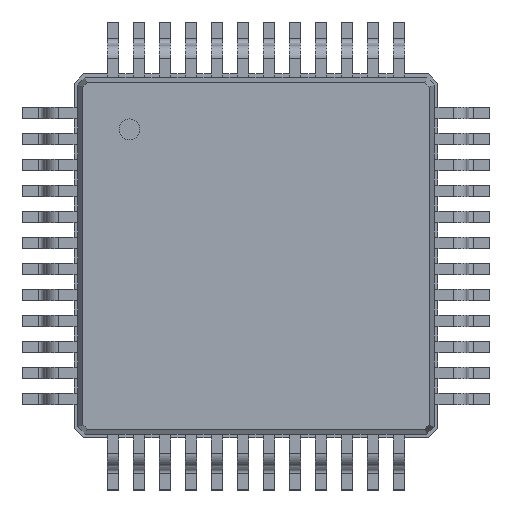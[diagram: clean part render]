
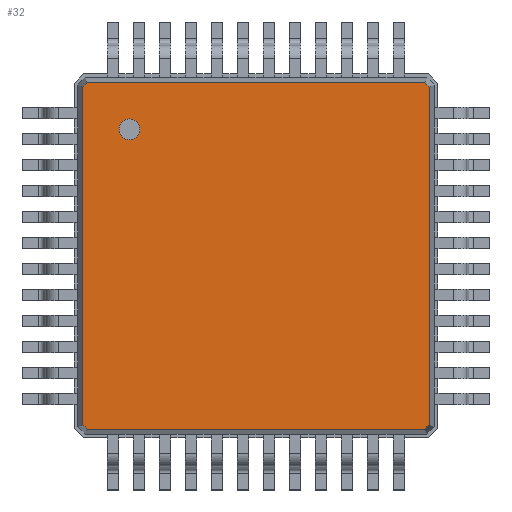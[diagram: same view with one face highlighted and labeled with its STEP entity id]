
A CAD part, top view. The second image highlights one B-rep face of the part: STEP entity #32.
In plain terms, the highlighted planar face has unit normal (0, 0, 1).
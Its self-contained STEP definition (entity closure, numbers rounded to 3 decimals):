
#19=EDGE_LOOP('',(#20));
#20=ORIENTED_EDGE('',*,*,#21,.F.);
#21=EDGE_CURVE('',#22,#22,#24,.T.);
#22=VERTEX_POINT('',#23);
#23=CARTESIAN_POINT('',(-2.435,2.235,1.1));
#24=CIRCLE('',#25,0.2);
#25=AXIS2_PLACEMENT_3D('',#26,#27,#28);
#26=CARTESIAN_POINT('',(-2.435,2.435,1.1));
#27=DIRECTION('',(0.,-0.,-1.));
#28=DIRECTION('',(0.,-1.,0.));
#31=DIRECTION('',(0.,0.,-1.));
#32=ADVANCED_FACE('',(#33,#90),#91,.F.);
#33=FACE_BOUND('',#34,.F.);
#34=EDGE_LOOP('',(#35,#44,#51,#57,#64,#71,#78,#85));
#35=ORIENTED_EDGE('',*,*,#36,.T.);
#36=EDGE_CURVE('',#37,#39,#41,.T.);
#37=VERTEX_POINT('',#38);
#38=CARTESIAN_POINT('',(-3.242,3.335,1.1));
#39=VERTEX_POINT('',#40);
#40=CARTESIAN_POINT('',(3.242,3.335,1.1));
#41=LINE('',#38,#42);
#42=VECTOR('',#43,1.);
#43=DIRECTION('',(1.,0.,0.));
#44=ORIENTED_EDGE('',*,*,#45,.T.);
#45=EDGE_CURVE('',#39,#46,#48,.T.);
#46=VERTEX_POINT('',#47);
#47=CARTESIAN_POINT('',(3.335,3.242,1.1));
#48=LINE('',#40,#49);
#49=VECTOR('',#50,1.);
#50=DIRECTION('',(0.707,-0.707,0.));
#51=ORIENTED_EDGE('',*,*,#52,.T.);
#52=EDGE_CURVE('',#46,#53,#55,.T.);
#53=VERTEX_POINT('',#54);
#54=CARTESIAN_POINT('',(3.335,-3.242,1.1));
#55=LINE('',#47,#56);
#56=VECTOR('',#28,1.);
#57=ORIENTED_EDGE('',*,*,#58,.T.);
#58=EDGE_CURVE('',#53,#59,#61,.T.);
#59=VERTEX_POINT('',#60);
#60=CARTESIAN_POINT('',(3.242,-3.335,1.1));
#61=LINE('',#54,#62);
#62=VECTOR('',#63,1.);
#63=DIRECTION('',(-0.707,-0.707,0.));
#64=ORIENTED_EDGE('',*,*,#65,.T.);
#65=EDGE_CURVE('',#59,#66,#68,.T.);
#66=VERTEX_POINT('',#67);
#67=CARTESIAN_POINT('',(-3.242,-3.335,1.1));
#68=LINE('',#60,#69);
#69=VECTOR('',#70,1.);
#70=DIRECTION('',(-1.,0.,0.));
#71=ORIENTED_EDGE('',*,*,#72,.T.);
#72=EDGE_CURVE('',#66,#73,#75,.T.);
#73=VERTEX_POINT('',#74);
#74=CARTESIAN_POINT('',(-3.335,-3.242,1.1));
#75=LINE('',#67,#76);
#76=VECTOR('',#77,1.);
#77=DIRECTION('',(-0.707,0.707,0.));
#78=ORIENTED_EDGE('',*,*,#79,.T.);
#79=EDGE_CURVE('',#73,#80,#82,.T.);
#80=VERTEX_POINT('',#81);
#81=CARTESIAN_POINT('',(-3.335,3.242,1.1));
#82=LINE('',#74,#83);
#83=VECTOR('',#84,1.);
#84=DIRECTION('',(0.,1.,0.));
#85=ORIENTED_EDGE('',*,*,#86,.T.);
#86=EDGE_CURVE('',#80,#37,#87,.T.);
#87=LINE('',#81,#88);
#88=VECTOR('',#89,1.);
#89=DIRECTION('',(0.707,0.707,0.));
#90=FACE_BOUND('',#19,.F.);
#91=PLANE('',#92);
#92=AXIS2_PLACEMENT_3D('',#38,#31,#93);
#93=DIRECTION('',(0.697,-0.717,0.));
